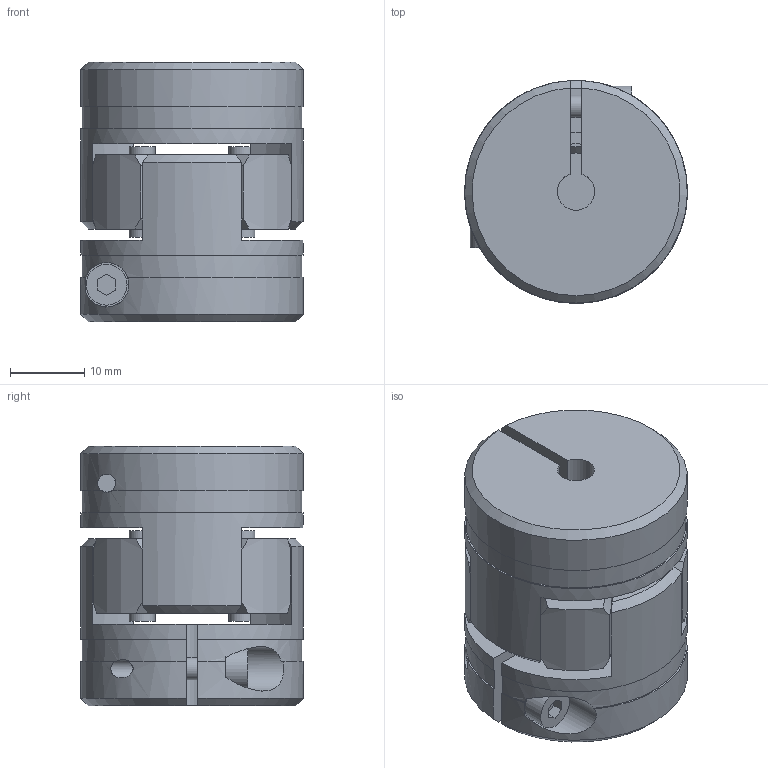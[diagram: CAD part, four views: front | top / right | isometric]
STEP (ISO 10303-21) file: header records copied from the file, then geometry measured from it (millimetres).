
FILE_DESCRIPTION( ( 'STEP AP214' ), '1' );
FILE_NAME( '01410-0505.stp', '2021-09-01T07:42:11', ( 'License CC BY-ND 4.0' ), ( 'CADENAS' ), ' ', 'PARTsolutions', ' ' );
FILE_SCHEMA( ( 'AUTOMOTIVE_DESIGN { 1 0 10303 214 1 1 1 1 }' ) );
Length unit declared in the file: millimetre
Products named in the file (4): 01410-0505; _01410-5pb; _01410-5pa; _01410-516p2
Assembly tree (3 placements, depth 2):
  01410-0505
    _01410-5pb
    _01410-5pa
    _01410-516p2
Bounding box: 30 x 30 x 35 mm (x, y, z)
Volume: 20701.7 mm3; surface area: 9738.2 mm2
Topology: 3 solids, 3 shells, 132 faces, 338 edges, 226 vertices
Faces by surface type: cylinder 54, plane 52, cone 26
Full cylindrical faces by diameter (mm): 2.459 x2, 3 x2, 3.4 x4, 3.5 x4, 5.5 x2, 10.5 x2
Entity records: 5254 total; most frequent: CARTESIAN_POINT 996, DIRECTION 676, ORIENTED_EDGE 620, EDGE_CURVE 310, AXIS2_PLACEMENT_3D 282, VERTEX_POINT 218, EDGE_LOOP 170, FACE_OUTER_BOUND 148
